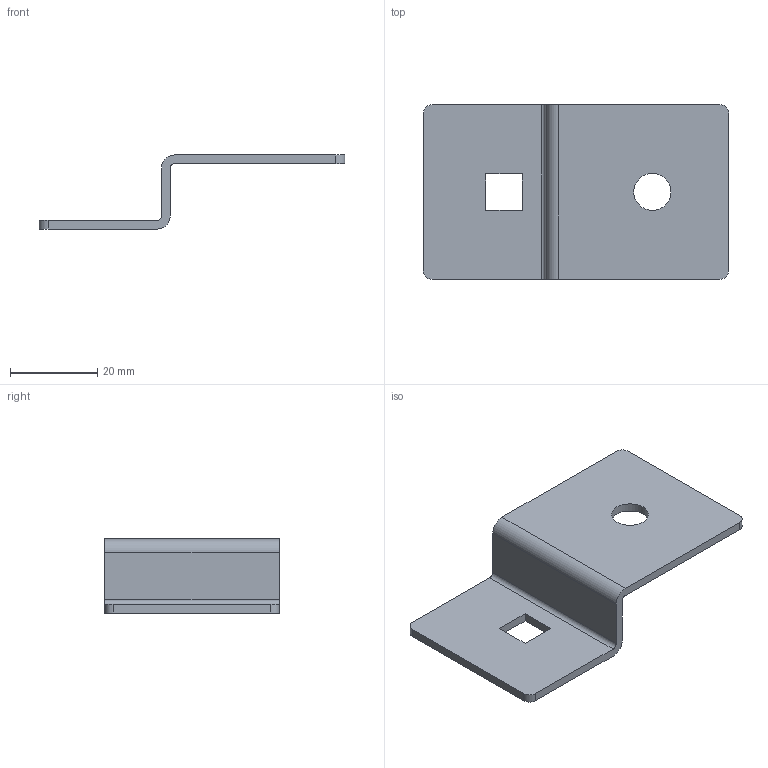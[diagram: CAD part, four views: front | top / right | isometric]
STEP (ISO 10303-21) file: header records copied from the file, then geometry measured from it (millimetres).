
FILE_DESCRIPTION(('STEP AP203'),'2;1');
FILE_NAME('28.002.04.stp','2011-03-07T09:43:52',(''),(''),'2009.3.110','THINKDESIGN','');
FILE_SCHEMA(('CONFIG_CONTROL_DESIGN'));
Length unit declared in the file: millimetre
Bounding box: 70 x 40 x 17 mm (x, y, z)
Volume: 6404.5 mm3; surface area: 7010.6 mm2
Topology: 1 solids, 1 shells, 23 faces, 65 edges, 44 vertices
Faces by surface type: plane 14, cylinder 9
Full cylindrical faces by diameter (mm): 8.5 x1
Entity records: 856 total; most frequent: CARTESIAN_POINT 132, DIRECTION 131, ORIENTED_EDGE 130, EDGE_CURVE 65, VECTOR 45, LINE 45, VERTEX_POINT 44, AXIS2_PLACEMENT_3D 43
